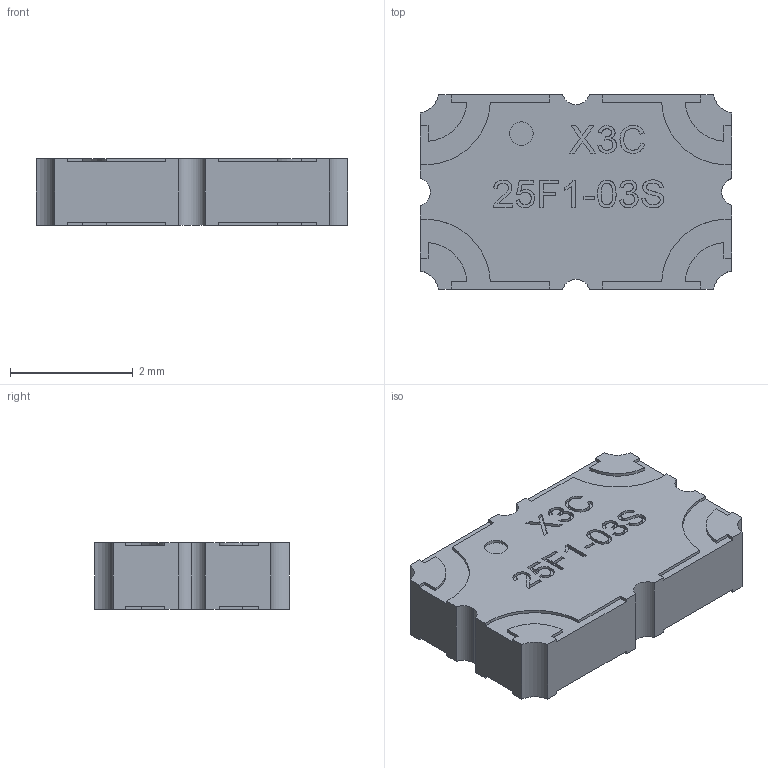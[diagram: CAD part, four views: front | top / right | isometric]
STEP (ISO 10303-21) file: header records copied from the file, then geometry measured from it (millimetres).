
FILE_DESCRIPTION (( 'STEP AP203' ), '1' );
FILE_NAME ('X3C25F1-03S.STEP', '2025-02-04T15:05:19', ( '' ), ( '' ), 'SwSTEP 2.0', 'SolidWorks 2023', '' );
FILE_SCHEMA (( 'CONFIG_CONTROL_DESIGN' ));
Length unit declared in the file: inch
Products named in the file (1): X3C25F1-03S
Bounding box: 5.08 x 3.17 x 1.09 mm (x, y, z)
Volume: 16.7 mm3; surface area: 51.7 mm2
Topology: 1 solids, 1 shells, 265 faces, 747 edges, 498 vertices
Faces by surface type: plane 160, bspline 84, cylinder 21
Entity records: 12534 total; most frequent: CARTESIAN_POINT 6131, ORIENTED_EDGE 1494, DIRECTION 985, EDGE_CURVE 747, LINE 537, VECTOR 537, VERTEX_POINT 498, EDGE_LOOP 279
